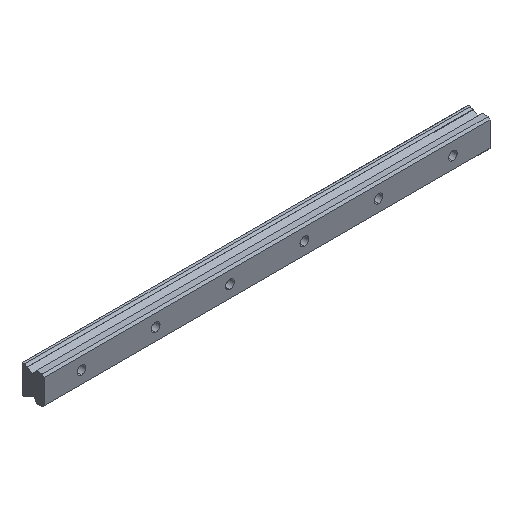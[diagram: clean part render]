
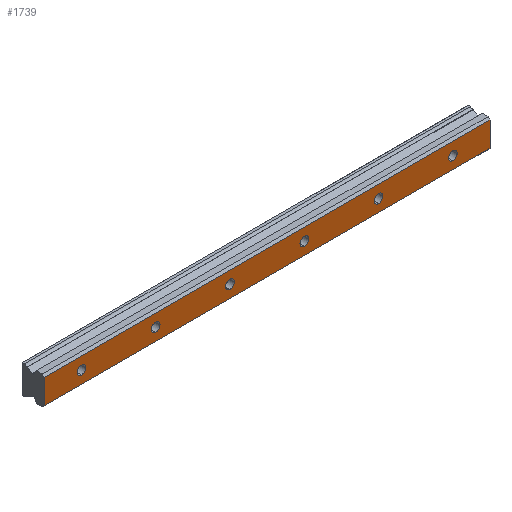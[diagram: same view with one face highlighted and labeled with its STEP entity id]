
A CAD part, isometric view. The second image highlights one B-rep face of the part: STEP entity #1739.
In plain terms, the highlighted planar face has unit normal (0, -1, 0).
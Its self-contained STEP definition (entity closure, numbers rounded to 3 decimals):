
#13 = DIRECTION ( 'NONE',  ( 0., 0., 1. ) ) ;
#19 = VERTEX_POINT ( 'NONE', #1286 ) ;
#26 = VECTOR ( 'NONE', #280, 1000. ) ;
#46 = EDGE_CURVE ( 'NONE', #1759, #594, #171, .T. ) ;
#53 = FACE_OUTER_BOUND ( 'NONE', #676, .T. ) ;
#57 = CIRCLE ( 'NONE', #766, 3.5 ) ;
#66 = CARTESIAN_POINT ( 'NONE',  ( 330., 0., 9.9 ) ) ;
#78 = ORIENTED_EDGE ( 'NONE', *, *, #46, .F. ) ;
#86 = ORIENTED_EDGE ( 'NONE', *, *, #845, .F. ) ;
#107 = CARTESIAN_POINT ( 'NONE',  ( 60., 0., 0. ) ) ;
#110 = ORIENTED_EDGE ( 'NONE', *, *, #956, .F. ) ;
#120 = VERTEX_POINT ( 'NONE', #896 ) ;
#122 = VERTEX_POINT ( 'NONE', #886 ) ;
#126 = EDGE_CURVE ( 'NONE', #594, #1759, #756, .T. ) ;
#128 = DIRECTION ( 'NONE',  ( 0., -1., 0. ) ) ;
#131 = VERTEX_POINT ( 'NONE', #1764 ) ;
#133 = CARTESIAN_POINT ( 'NONE',  ( -30., 0., -9.9 ) ) ;
#140 = CARTESIAN_POINT ( 'NONE',  ( 240., 0., 0. ) ) ;
#153 = CARTESIAN_POINT ( 'NONE',  ( -30., 0., 9.9 ) ) ;
#159 = EDGE_CURVE ( 'NONE', #1296, #1125, #1615, .T. ) ;
#160 = ORIENTED_EDGE ( 'NONE', *, *, #1402, .F. ) ;
#162 = CARTESIAN_POINT ( 'NONE',  ( 0., 0., 0. ) ) ;
#165 = CARTESIAN_POINT ( 'NONE',  ( 60., 0., 0. ) ) ;
#168 = ORIENTED_EDGE ( 'NONE', *, *, #159, .F. ) ;
#170 = CARTESIAN_POINT ( 'NONE',  ( 330., 0., 9.9 ) ) ;
#171 = CIRCLE ( 'NONE', #1069, 3.5 ) ;
#175 = ORIENTED_EDGE ( 'NONE', *, *, #403, .F. ) ;
#177 = DIRECTION ( 'NONE',  ( 0., 0., 1. ) ) ;
#184 = AXIS2_PLACEMENT_3D ( 'NONE', #770, #1766, #788 ) ;
#186 = DIRECTION ( 'NONE',  ( 0., -1., 0. ) ) ;
#187 = FACE_BOUND ( 'NONE', #734, .T. ) ;
#193 = DIRECTION ( 'NONE',  ( 0., -1., 0. ) ) ;
#196 = CARTESIAN_POINT ( 'NONE',  ( -30., 0., 9.9 ) ) ;
#231 = EDGE_CURVE ( 'NONE', #261, #744, #392, .T. ) ;
#246 = VERTEX_POINT ( 'NONE', #828 ) ;
#261 = VERTEX_POINT ( 'NONE', #133 ) ;
#280 = DIRECTION ( 'NONE',  ( 1., 0., 0. ) ) ;
#323 = AXIS2_PLACEMENT_3D ( 'NONE', #1221, #377, #958 ) ;
#340 = FACE_BOUND ( 'NONE', #402, .T. ) ;
#350 = EDGE_CURVE ( 'NONE', #19, #246, #688, .T. ) ;
#377 = DIRECTION ( 'NONE',  ( 0., -1., 0. ) ) ;
#387 = EDGE_CURVE ( 'NONE', #1302, #1240, #803, .T. ) ;
#392 = LINE ( 'NONE', #153, #1675 ) ;
#402 = EDGE_LOOP ( 'NONE', ( #1666, #168 ) ) ;
#403 = EDGE_CURVE ( 'NONE', #120, #122, #1251, .T. ) ;
#466 = CARTESIAN_POINT ( 'NONE',  ( 120., 0., 0. ) ) ;
#479 = CARTESIAN_POINT ( 'NONE',  ( 180., 0., 0. ) ) ;
#494 = CARTESIAN_POINT ( 'NONE',  ( 120., 0., 0. ) ) ;
#506 = CIRCLE ( 'NONE', #689, 3.5 ) ;
#540 = CARTESIAN_POINT ( 'NONE',  ( 120., 0., -3.5 ) ) ;
#541 = DIRECTION ( 'NONE',  ( 0., 0., 1. ) ) ;
#546 = AXIS2_PLACEMENT_3D ( 'NONE', #107, #186, #1322 ) ;
#555 = LINE ( 'NONE', #991, #1754 ) ;
#577 = DIRECTION ( 'NONE',  ( 0., 0., 1. ) ) ;
#592 = FACE_BOUND ( 'NONE', #823, .T. ) ;
#594 = VERTEX_POINT ( 'NONE', #801 ) ;
#611 = PLANE ( 'NONE',  #1535 ) ;
#655 = ORIENTED_EDGE ( 'NONE', *, *, #350, .F. ) ;
#656 = AXIS2_PLACEMENT_3D ( 'NONE', #140, #1694, #1255 ) ;
#662 = AXIS2_PLACEMENT_3D ( 'NONE', #757, #1153, #1711 ) ;
#676 = EDGE_LOOP ( 'NONE', ( #110, #1227, #1355, #1040 ) ) ;
#681 = ORIENTED_EDGE ( 'NONE', *, *, #869, .F. ) ;
#688 = CIRCLE ( 'NONE', #1014, 3.5 ) ;
#689 = AXIS2_PLACEMENT_3D ( 'NONE', #466, #1224, #1638 ) ;
#694 = LINE ( 'NONE', #1262, #26 ) ;
#731 = CARTESIAN_POINT ( 'NONE',  ( 60., 0., 3.5 ) ) ;
#734 = EDGE_LOOP ( 'NONE', ( #655, #86 ) ) ;
#744 = VERTEX_POINT ( 'NONE', #196 ) ;
#756 = CIRCLE ( 'NONE', #546, 3.5 ) ;
#757 = CARTESIAN_POINT ( 'NONE',  ( 180., 0., 0. ) ) ;
#758 = DIRECTION ( 'NONE',  ( 0., 0., 1. ) ) ;
#766 = AXIS2_PLACEMENT_3D ( 'NONE', #479, #1060, #1777 ) ;
#770 = CARTESIAN_POINT ( 'NONE',  ( 300., 0., 0. ) ) ;
#777 = EDGE_CURVE ( 'NONE', #1125, #1296, #506, .T. ) ;
#788 = DIRECTION ( 'NONE',  ( 0., 0., 1. ) ) ;
#798 = EDGE_LOOP ( 'NONE', ( #175, #1372 ) ) ;
#799 = VECTOR ( 'NONE', #1796, 1000. ) ;
#801 = CARTESIAN_POINT ( 'NONE',  ( 60., 0., -3.5 ) ) ;
#803 = CIRCLE ( 'NONE', #1112, 3.5 ) ;
#814 = LINE ( 'NONE', #1813, #799 ) ;
#823 = EDGE_LOOP ( 'NONE', ( #1548, #160 ) ) ;
#828 = CARTESIAN_POINT ( 'NONE',  ( 300., 0., -3.5 ) ) ;
#845 = EDGE_CURVE ( 'NONE', #246, #19, #984, .T. ) ;
#869 = EDGE_CURVE ( 'NONE', #1240, #1302, #1725, .T. ) ;
#881 = DIRECTION ( 'NONE',  ( 0., -1., 0. ) ) ;
#886 = CARTESIAN_POINT ( 'NONE',  ( 180., 0., -3.5 ) ) ;
#896 = CARTESIAN_POINT ( 'NONE',  ( 180., 0., 3.5 ) ) ;
#897 = FACE_BOUND ( 'NONE', #1080, .T. ) ;
#920 = AXIS2_PLACEMENT_3D ( 'NONE', #1258, #128, #1384 ) ;
#956 = EDGE_CURVE ( 'NONE', #1089, #261, #814, .T. ) ;
#958 = DIRECTION ( 'NONE',  ( 0., 0., 1. ) ) ;
#964 = AXIS2_PLACEMENT_3D ( 'NONE', #494, #193, #758 ) ;
#984 = CIRCLE ( 'NONE', #184, 3.5 ) ;
#991 = CARTESIAN_POINT ( 'NONE',  ( 330., 0., 9.9 ) ) ;
#1014 = AXIS2_PLACEMENT_3D ( 'NONE', #1189, #1600, #13 ) ;
#1025 = DIRECTION ( 'NONE',  ( 0., 0., 1. ) ) ;
#1040 = ORIENTED_EDGE ( 'NONE', *, *, #231, .F. ) ;
#1056 = FACE_BOUND ( 'NONE', #1446, .T. ) ;
#1060 = DIRECTION ( 'NONE',  ( 0., -1., 0. ) ) ;
#1063 = CARTESIAN_POINT ( 'NONE',  ( 120., 0., 3.5 ) ) ;
#1069 = AXIS2_PLACEMENT_3D ( 'NONE', #165, #1727, #1025 ) ;
#1080 = EDGE_LOOP ( 'NONE', ( #78, #1440 ) ) ;
#1089 = VERTEX_POINT ( 'NONE', #1417 ) ;
#1112 = AXIS2_PLACEMENT_3D ( 'NONE', #162, #881, #577 ) ;
#1125 = VERTEX_POINT ( 'NONE', #1063 ) ;
#1153 = DIRECTION ( 'NONE',  ( 0., -1., 0. ) ) ;
#1189 = CARTESIAN_POINT ( 'NONE',  ( 300., 0., 0. ) ) ;
#1221 = CARTESIAN_POINT ( 'NONE',  ( 240., 0., 0. ) ) ;
#1224 = DIRECTION ( 'NONE',  ( 0., -1., 0. ) ) ;
#1227 = ORIENTED_EDGE ( 'NONE', *, *, #1336, .F. ) ;
#1240 = VERTEX_POINT ( 'NONE', #1781 ) ;
#1251 = CIRCLE ( 'NONE', #662, 3.5 ) ;
#1255 = DIRECTION ( 'NONE',  ( 0., 0., 1. ) ) ;
#1258 = CARTESIAN_POINT ( 'NONE',  ( 0., 0., 0. ) ) ;
#1262 = CARTESIAN_POINT ( 'NONE',  ( 330., 0., 9.9 ) ) ;
#1274 = CIRCLE ( 'NONE', #656, 3.5 ) ;
#1277 = CIRCLE ( 'NONE', #323, 3.5 ) ;
#1286 = CARTESIAN_POINT ( 'NONE',  ( 300., 0., 3.5 ) ) ;
#1296 = VERTEX_POINT ( 'NONE', #540 ) ;
#1302 = VERTEX_POINT ( 'NONE', #1676 ) ;
#1322 = DIRECTION ( 'NONE',  ( 0., 0., 1. ) ) ;
#1336 = EDGE_CURVE ( 'NONE', #1517, #1089, #555, .T. ) ;
#1355 = ORIENTED_EDGE ( 'NONE', *, *, #1409, .F. ) ;
#1372 = ORIENTED_EDGE ( 'NONE', *, *, #1587, .F. ) ;
#1378 = VERTEX_POINT ( 'NONE', #1390 ) ;
#1380 = ORIENTED_EDGE ( 'NONE', *, *, #387, .F. ) ;
#1384 = DIRECTION ( 'NONE',  ( 0., 0., 1. ) ) ;
#1390 = CARTESIAN_POINT ( 'NONE',  ( 240., 0., 3.5 ) ) ;
#1402 = EDGE_CURVE ( 'NONE', #131, #1378, #1274, .T. ) ;
#1409 = EDGE_CURVE ( 'NONE', #744, #1517, #694, .T. ) ;
#1414 = DIRECTION ( 'NONE',  ( 0., 0., -1. ) ) ;
#1417 = CARTESIAN_POINT ( 'NONE',  ( 330., 0., -9.9 ) ) ;
#1440 = ORIENTED_EDGE ( 'NONE', *, *, #126, .F. ) ;
#1446 = EDGE_LOOP ( 'NONE', ( #1380, #681 ) ) ;
#1447 = DIRECTION ( 'NONE',  ( 0., 1., 0. ) ) ;
#1517 = VERTEX_POINT ( 'NONE', #170 ) ;
#1535 = AXIS2_PLACEMENT_3D ( 'NONE', #66, #1447, #177 ) ;
#1548 = ORIENTED_EDGE ( 'NONE', *, *, #1838, .F. ) ;
#1587 = EDGE_CURVE ( 'NONE', #122, #120, #57, .T. ) ;
#1600 = DIRECTION ( 'NONE',  ( 0., -1., 0. ) ) ;
#1614 = FACE_BOUND ( 'NONE', #798, .T. ) ;
#1615 = CIRCLE ( 'NONE', #964, 3.5 ) ;
#1638 = DIRECTION ( 'NONE',  ( 0., 0., 1. ) ) ;
#1666 = ORIENTED_EDGE ( 'NONE', *, *, #777, .F. ) ;
#1675 = VECTOR ( 'NONE', #541, 1000. ) ;
#1676 = CARTESIAN_POINT ( 'NONE',  ( 0., 0., 3.5 ) ) ;
#1694 = DIRECTION ( 'NONE',  ( 0., -1., 0. ) ) ;
#1711 = DIRECTION ( 'NONE',  ( 0., 0., 1. ) ) ;
#1725 = CIRCLE ( 'NONE', #920, 3.5 ) ;
#1727 = DIRECTION ( 'NONE',  ( 0., -1., 0. ) ) ;
#1739 = ADVANCED_FACE ( 'NONE', ( #53, #1056, #187, #592, #1614, #340, #897 ), #611, .F. ) ;
#1754 = VECTOR ( 'NONE', #1414, 1000. ) ;
#1759 = VERTEX_POINT ( 'NONE', #731 ) ;
#1764 = CARTESIAN_POINT ( 'NONE',  ( 240., 0., -3.5 ) ) ;
#1766 = DIRECTION ( 'NONE',  ( 0., -1., 0. ) ) ;
#1777 = DIRECTION ( 'NONE',  ( 0., 0., 1. ) ) ;
#1781 = CARTESIAN_POINT ( 'NONE',  ( 0., 0., -3.5 ) ) ;
#1796 = DIRECTION ( 'NONE',  ( -1., 0., 0. ) ) ;
#1813 = CARTESIAN_POINT ( 'NONE',  ( 330., 0., -9.9 ) ) ;
#1838 = EDGE_CURVE ( 'NONE', #1378, #131, #1277, .T. ) ;
